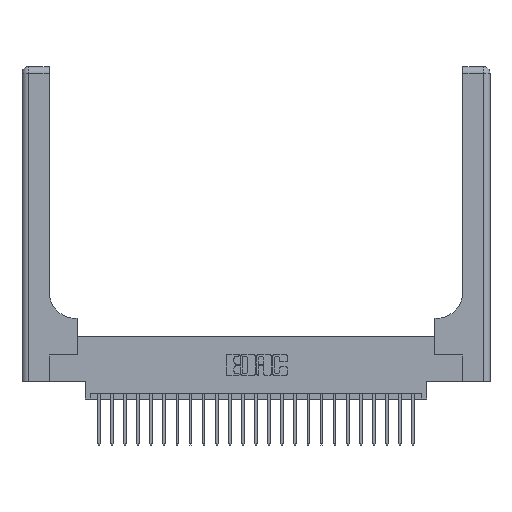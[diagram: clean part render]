
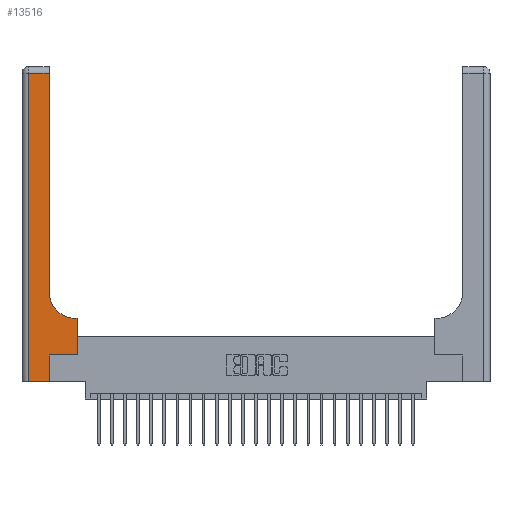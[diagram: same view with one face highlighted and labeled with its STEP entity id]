
A CAD part, top view. The second image highlights one B-rep face of the part: STEP entity #13516.
In plain terms, the highlighted planar face has unit normal (0, 0, 1).
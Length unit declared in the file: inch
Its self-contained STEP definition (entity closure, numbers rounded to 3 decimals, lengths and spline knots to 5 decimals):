
#1082 = VERTEX_POINT ( 'NONE', #17251 ) ;
#1125 = CARTESIAN_POINT ( 'NONE',  ( 0.51, 0.6, 0.37 ) ) ;
#1148 = VECTOR ( 'NONE', #14504, 39.37008 ) ;
#1154 = CARTESIAN_POINT ( 'NONE',  ( 0.26, 0.85, 0.37 ) ) ;
#2820 = ORIENTED_EDGE ( 'NONE', *, *, #14223, .T. ) ;
#4062 = CARTESIAN_POINT ( 'NONE',  ( 0.51, 0.85, 0.37 ) ) ;
#4153 = VECTOR ( 'NONE', #22187, 39.37008 ) ;
#5568 = LINE ( 'NONE', #16455, #15866 ) ;
#5764 = ORIENTED_EDGE ( 'NONE', *, *, #22977, .T. ) ;
#5921 = CARTESIAN_POINT ( 'NONE',  ( 0.265, 0., 0.37 ) ) ;
#6021 = LINE ( 'NONE', #21205, #19031 ) ;
#6141 = DIRECTION ( 'NONE',  ( -1., 0., 0. ) ) ;
#6258 = VERTEX_POINT ( 'NONE', #16932 ) ;
#6356 = CARTESIAN_POINT ( 'NONE',  ( 0., 3., 0.37 ) ) ;
#6368 = VERTEX_POINT ( 'NONE', #5921 ) ;
#6975 = CARTESIAN_POINT ( 'NONE',  ( 0.06, 3., 0.37 ) ) ;
#7326 = AXIS2_PLACEMENT_3D ( 'NONE', #6356, #10084, #6141 ) ;
#7525 = ORIENTED_EDGE ( 'NONE', *, *, #7811, .T. ) ;
#7588 = DIRECTION ( 'NONE',  ( -1., 0., 0. ) ) ;
#7811 = EDGE_CURVE ( 'NONE', #19267, #18159, #24157, .T. ) ;
#8624 = CARTESIAN_POINT ( 'NONE',  ( 0.26, 0.6, 0.37 ) ) ;
#8801 = LINE ( 'NONE', #23838, #9331 ) ;
#9331 = VECTOR ( 'NONE', #14493, 39.37008 ) ;
#9726 = FACE_OUTER_BOUND ( 'NONE', #11338, .T. ) ;
#10084 = DIRECTION ( 'NONE',  ( 0., 0., -1. ) ) ;
#11096 = CIRCLE ( 'NONE', #17362, 0.25 ) ;
#11338 = EDGE_LOOP ( 'NONE', ( #19741, #13430, #5764, #11963, #22331, #2820, #7525, #20998, #20309 ) ) ;
#11524 = DIRECTION ( 'NONE',  ( 0., 1., 0. ) ) ;
#11871 = EDGE_CURVE ( 'NONE', #22418, #1082, #5568, .T. ) ;
#11963 = ORIENTED_EDGE ( 'NONE', *, *, #16546, .T. ) ;
#12123 = EDGE_CURVE ( 'NONE', #18159, #12566, #14182, .T. ) ;
#12523 = CARTESIAN_POINT ( 'NONE',  ( 0.528, 0.6, 0.37 ) ) ;
#12566 = VERTEX_POINT ( 'NONE', #1125 ) ;
#12975 = VERTEX_POINT ( 'NONE', #21260 ) ;
#13361 = VERTEX_POINT ( 'NONE', #14811 ) ;
#13430 = ORIENTED_EDGE ( 'NONE', *, *, #18088, .T. ) ;
#13516 = ADVANCED_FACE ( 'NONE', ( #9726 ), #17617, .F. ) ;
#14182 = LINE ( 'NONE', #8624, #23698 ) ;
#14223 = EDGE_CURVE ( 'NONE', #6258, #19267, #8801, .T. ) ;
#14409 = EDGE_CURVE ( 'NONE', #6368, #6258, #17079, .T. ) ;
#14493 = DIRECTION ( 'NONE',  ( 1., 0., 0. ) ) ;
#14504 = DIRECTION ( 'NONE',  ( 0., -1., 0. ) ) ;
#14811 = CARTESIAN_POINT ( 'NONE',  ( 0.06, 2.94, 0.37 ) ) ;
#15322 = DIRECTION ( 'NONE',  ( 0., 0., -1. ) ) ;
#15866 = VECTOR ( 'NONE', #20128, 39.37008 ) ;
#15923 = DIRECTION ( 'NONE',  ( -1., 0., 0. ) ) ;
#16025 = VECTOR ( 'NONE', #11524, 39.37008 ) ;
#16455 = CARTESIAN_POINT ( 'NONE',  ( 0.26, 3., 0.37 ) ) ;
#16546 = EDGE_CURVE ( 'NONE', #12975, #6368, #6021, .T. ) ;
#16932 = CARTESIAN_POINT ( 'NONE',  ( 0.265, 0.25, 0.37 ) ) ;
#17079 = LINE ( 'NONE', #23071, #16025 ) ;
#17100 = LINE ( 'NONE', #17580, #21434 ) ;
#17251 = CARTESIAN_POINT ( 'NONE',  ( 0.26, 2.94, 0.37 ) ) ;
#17362 = AXIS2_PLACEMENT_3D ( 'NONE', #4062, #15322, #22799 ) ;
#17503 = DIRECTION ( 'NONE',  ( 1., 0., 0. ) ) ;
#17580 = CARTESIAN_POINT ( 'NONE',  ( 0., 2.94, 0.37 ) ) ;
#17617 = PLANE ( 'NONE',  #7326 ) ;
#17964 = LINE ( 'NONE', #6975, #1148 ) ;
#18088 = EDGE_CURVE ( 'NONE', #1082, #13361, #17100, .T. ) ;
#18159 = VERTEX_POINT ( 'NONE', #12523 ) ;
#19031 = VECTOR ( 'NONE', #17503, 39.37008 ) ;
#19267 = VERTEX_POINT ( 'NONE', #23199 ) ;
#19741 = ORIENTED_EDGE ( 'NONE', *, *, #11871, .T. ) ;
#20128 = DIRECTION ( 'NONE',  ( 0., 1., 0. ) ) ;
#20191 = EDGE_CURVE ( 'NONE', #12566, #22418, #11096, .T. ) ;
#20309 = ORIENTED_EDGE ( 'NONE', *, *, #20191, .T. ) ;
#20998 = ORIENTED_EDGE ( 'NONE', *, *, #12123, .T. ) ;
#21205 = CARTESIAN_POINT ( 'NONE',  ( 0., 0., 0.37 ) ) ;
#21260 = CARTESIAN_POINT ( 'NONE',  ( 0.06, 0., 0.37 ) ) ;
#21434 = VECTOR ( 'NONE', #7588, 39.37008 ) ;
#22187 = DIRECTION ( 'NONE',  ( 0., 1., 0. ) ) ;
#22331 = ORIENTED_EDGE ( 'NONE', *, *, #14409, .T. ) ;
#22418 = VERTEX_POINT ( 'NONE', #1154 ) ;
#22799 = DIRECTION ( 'NONE',  ( 1., 0., 0. ) ) ;
#22977 = EDGE_CURVE ( 'NONE', #13361, #12975, #17964, .T. ) ;
#23071 = CARTESIAN_POINT ( 'NONE',  ( 0.265, 0., 0.37 ) ) ;
#23199 = CARTESIAN_POINT ( 'NONE',  ( 0.528, 0.25, 0.37 ) ) ;
#23698 = VECTOR ( 'NONE', #15923, 39.37008 ) ;
#23838 = CARTESIAN_POINT ( 'NONE',  ( 0.265, 0.25, 0.37 ) ) ;
#24157 = LINE ( 'NONE', #24287, #4153 ) ;
#24287 = CARTESIAN_POINT ( 'NONE',  ( 0.528, 0.25, 0.37 ) ) ;
